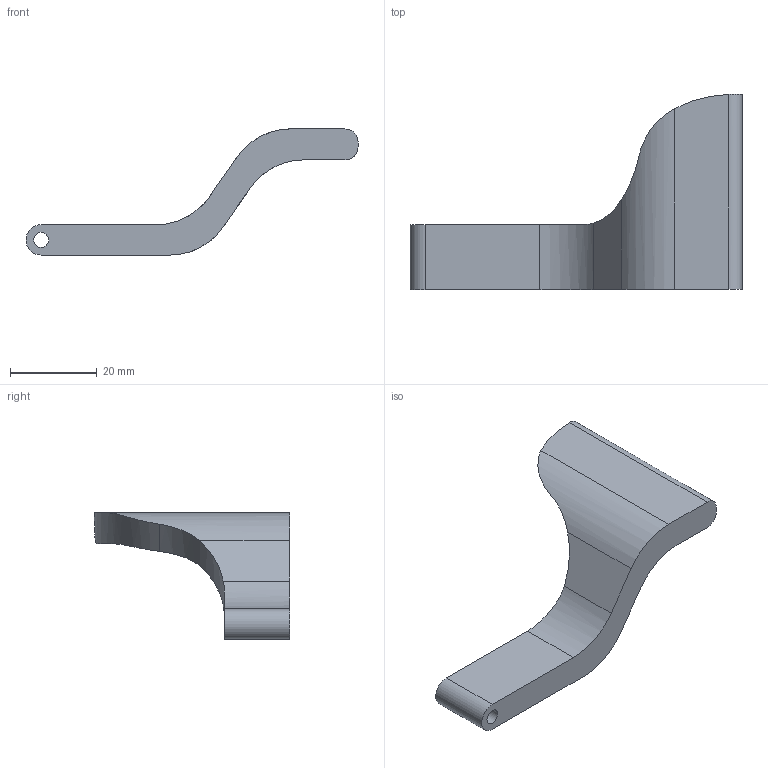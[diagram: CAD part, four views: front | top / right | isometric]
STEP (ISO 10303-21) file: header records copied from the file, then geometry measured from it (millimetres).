
FILE_DESCRIPTION(/* description */ (''),/* implementation_level */ '2;1');
FILE_NAME(/* name */ 'paddle4mm.stp',/* time_stamp */ '2025-04-13T14:20:16+07:00',/* author */ ('ThinkPad'),/* organization */ (''),/* preprocessor_version */ 'ST-DEVELOPER v20',/* originating_system */ 'Autodesk Inventor 2025',/* authorisation */ '');
FILE_SCHEMA (('AUTOMOTIVE_DESIGN { 1 0 10303 214 3 1 1 }'));
Length unit declared in the file: millimetre
Products named in the file (1): paddle
Bounding box: 76.61 x 45 x 29.12 mm (x, y, z)
Volume: 13308.2 mm3; surface area: 5712.7 mm2
Topology: 1 solids, 1 shells, 22 faces, 57 edges, 38 vertices
Faces by surface type: cylinder 11, plane 11
Full cylindrical faces by diameter (mm): 3.5 x1, 8.2 x1
Entity records: 777 total; most frequent: CARTESIAN_POINT 185, ORIENTED_EDGE 114, DIRECTION 114, EDGE_CURVE 57, AXIS2_PLACEMENT_3D 43, VERTEX_POINT 38, LINE 28, VECTOR 28
